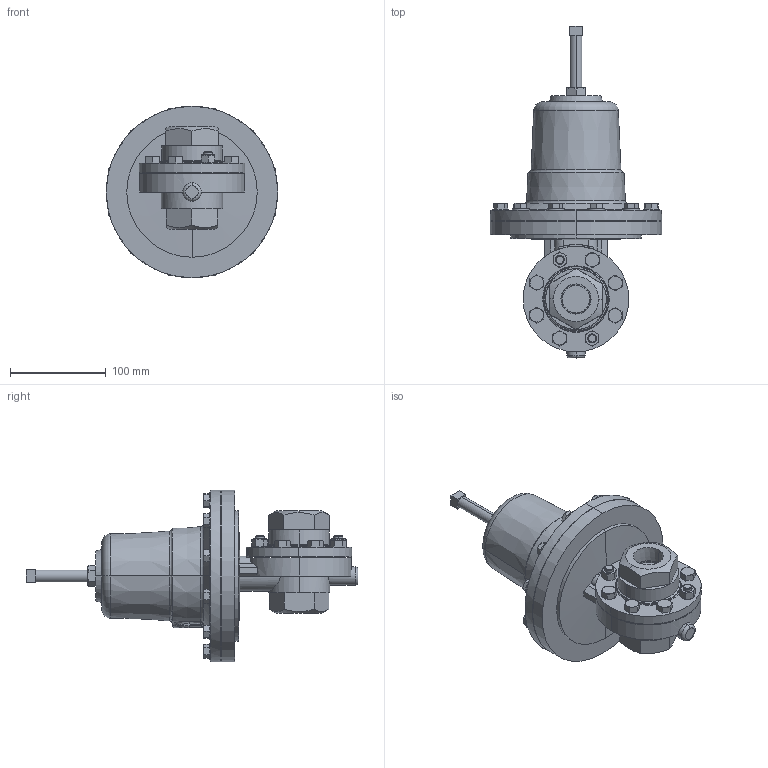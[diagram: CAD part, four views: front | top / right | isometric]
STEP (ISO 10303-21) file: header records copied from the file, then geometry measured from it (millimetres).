
FILE_DESCRIPTION (( 'STEP AP203' ), '1' );
FILE_NAME ('63-100-DI+BR-PT.STEP', '2017-07-25T11:44:58', ( '' ), ( '' ), 'SwSTEP 2.0', 'SolidWorks 2014', '' );
FILE_SCHEMA (( 'CONFIG_CONTROL_DESIGN' ));
Length unit declared in the file: inch
Products named in the file (2): 63-100-DI+BR-PT
Bounding box: 179.32 x 347.32 x 179.32 mm (x, y, z)
Volume: 2090570.6 mm3; surface area: 186974.8 mm2
Topology: 1 solids, 1 shells, 617 faces, 1476 edges, 910 vertices
Faces by surface type: plane 261, cone 172, cylinder 114, bspline 47, torus 21, sphere 2
Entity records: 27075 total; most frequent: CARTESIAN_POINT 13155, ORIENTED_EDGE 2952, DIRECTION 2713, EDGE_CURVE 1476, AXIS2_PLACEMENT_3D 1102, VERTEX_POINT 910, EDGE_LOOP 704, FACE_OUTER_BOUND 617
